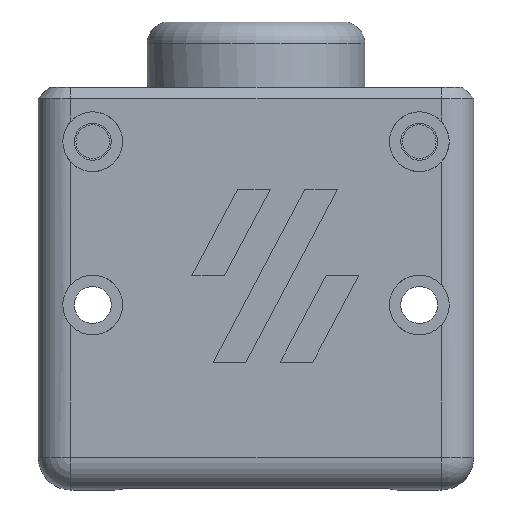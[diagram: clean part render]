
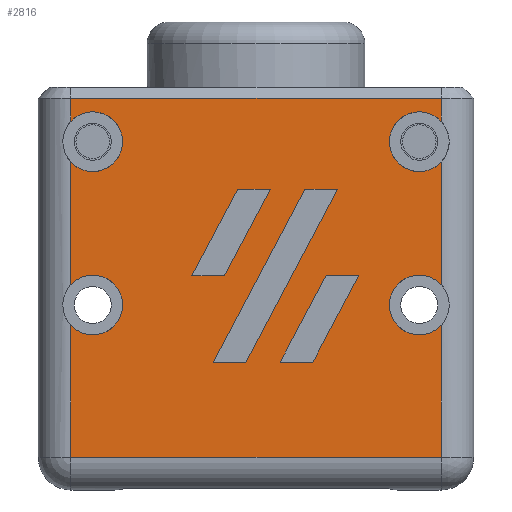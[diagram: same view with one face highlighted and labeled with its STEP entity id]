
A CAD part, front view. The second image highlights one B-rep face of the part: STEP entity #2816.
In plain terms, the highlighted face is planar.
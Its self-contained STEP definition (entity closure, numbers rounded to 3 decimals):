
#69=FACE_BOUND('',#476,.T.);
#70=FACE_BOUND('',#477,.T.);
#71=FACE_BOUND('',#478,.T.);
#155=PLANE('',#3066);
#302=FACE_OUTER_BOUND('',#475,.T.);
#475=EDGE_LOOP('',(#2454,#2455,#2456,#2457,#2458,#2459,#2460,#2461,#2462,
#2463,#2464,#2465,#2466,#2467));
#476=EDGE_LOOP('',(#2468,#2469,#2470,#2471));
#477=EDGE_LOOP('',(#2472,#2473,#2474,#2475));
#478=EDGE_LOOP('',(#2476,#2477,#2478,#2479));
#595=CIRCLE('',#3067,2.75);
#596=CIRCLE('',#3068,2.75);
#597=CIRCLE('',#3069,2.75);
#598=CIRCLE('',#3070,2.75);
#599=CIRCLE('',#3071,2.75);
#600=CIRCLE('',#3072,2.75);
#860=LINE('',#5976,#1136);
#861=LINE('',#5978,#1137);
#862=LINE('',#5980,#1138);
#863=LINE('',#5984,#1139);
#864=LINE('',#5988,#1140);
#865=LINE('',#5990,#1141);
#866=LINE('',#5992,#1142);
#867=LINE('',#5998,#1143);
#868=LINE('',#6004,#1144);
#869=LINE('',#6006,#1145);
#870=LINE('',#6008,#1146);
#871=LINE('',#6009,#1147);
#872=LINE('',#6012,#1148);
#873=LINE('',#6014,#1149);
#874=LINE('',#6016,#1150);
#875=LINE('',#6017,#1151);
#876=LINE('',#6020,#1152);
#877=LINE('',#6022,#1153);
#878=LINE('',#6024,#1154);
#879=LINE('',#6025,#1155);
#1136=VECTOR('',#3712,1000.);
#1137=VECTOR('',#3713,1000.);
#1138=VECTOR('',#3714,1000.);
#1139=VECTOR('',#3717,1000.);
#1140=VECTOR('',#3720,1000.);
#1141=VECTOR('',#3721,1000.);
#1142=VECTOR('',#3722,1000.);
#1143=VECTOR('',#3727,1000.);
#1144=VECTOR('',#3732,1000.);
#1145=VECTOR('',#3733,1000.);
#1146=VECTOR('',#3734,1000.);
#1147=VECTOR('',#3735,1000.);
#1148=VECTOR('',#3736,1000.);
#1149=VECTOR('',#3737,1000.);
#1150=VECTOR('',#3738,1000.);
#1151=VECTOR('',#3739,1000.);
#1152=VECTOR('',#3740,1000.);
#1153=VECTOR('',#3741,1000.);
#1154=VECTOR('',#3742,1000.);
#1155=VECTOR('',#3743,1000.);
#1401=VERTEX_POINT('',#5974);
#1402=VERTEX_POINT('',#5975);
#1403=VERTEX_POINT('',#5977);
#1404=VERTEX_POINT('',#5979);
#1405=VERTEX_POINT('',#5981);
#1406=VERTEX_POINT('',#5983);
#1407=VERTEX_POINT('',#5985);
#1408=VERTEX_POINT('',#5987);
#1409=VERTEX_POINT('',#5989);
#1410=VERTEX_POINT('',#5991);
#1411=VERTEX_POINT('',#5993);
#1412=VERTEX_POINT('',#5995);
#1413=VERTEX_POINT('',#5997);
#1414=VERTEX_POINT('',#5999);
#1415=VERTEX_POINT('',#6002);
#1416=VERTEX_POINT('',#6003);
#1417=VERTEX_POINT('',#6005);
#1418=VERTEX_POINT('',#6007);
#1419=VERTEX_POINT('',#6010);
#1420=VERTEX_POINT('',#6011);
#1421=VERTEX_POINT('',#6013);
#1422=VERTEX_POINT('',#6015);
#1423=VERTEX_POINT('',#6018);
#1424=VERTEX_POINT('',#6019);
#1425=VERTEX_POINT('',#6021);
#1426=VERTEX_POINT('',#6023);
#1766=EDGE_CURVE('',#1401,#1402,#860,.T.);
#1767=EDGE_CURVE('',#1402,#1403,#861,.T.);
#1768=EDGE_CURVE('',#1403,#1404,#862,.T.);
#1769=EDGE_CURVE('',#1405,#1404,#595,.T.);
#1770=EDGE_CURVE('',#1405,#1406,#863,.T.);
#1771=EDGE_CURVE('',#1407,#1406,#596,.T.);
#1772=EDGE_CURVE('',#1407,#1408,#864,.T.);
#1773=EDGE_CURVE('',#1408,#1409,#865,.T.);
#1774=EDGE_CURVE('',#1409,#1410,#866,.T.);
#1775=EDGE_CURVE('',#1411,#1410,#597,.T.);
#1776=EDGE_CURVE('',#1412,#1411,#598,.T.);
#1777=EDGE_CURVE('',#1412,#1413,#867,.T.);
#1778=EDGE_CURVE('',#1414,#1413,#599,.T.);
#1779=EDGE_CURVE('',#1401,#1414,#600,.T.);
#1780=EDGE_CURVE('',#1415,#1416,#868,.T.);
#1781=EDGE_CURVE('',#1417,#1415,#869,.T.);
#1782=EDGE_CURVE('',#1418,#1417,#870,.T.);
#1783=EDGE_CURVE('',#1416,#1418,#871,.T.);
#1784=EDGE_CURVE('',#1419,#1420,#872,.T.);
#1785=EDGE_CURVE('',#1421,#1419,#873,.T.);
#1786=EDGE_CURVE('',#1422,#1421,#874,.T.);
#1787=EDGE_CURVE('',#1420,#1422,#875,.T.);
#1788=EDGE_CURVE('',#1423,#1424,#876,.T.);
#1789=EDGE_CURVE('',#1425,#1423,#877,.T.);
#1790=EDGE_CURVE('',#1426,#1425,#878,.T.);
#1791=EDGE_CURVE('',#1424,#1426,#879,.T.);
#2454=ORIENTED_EDGE('',*,*,#1766,.T.);
#2455=ORIENTED_EDGE('',*,*,#1767,.T.);
#2456=ORIENTED_EDGE('',*,*,#1768,.T.);
#2457=ORIENTED_EDGE('',*,*,#1769,.F.);
#2458=ORIENTED_EDGE('',*,*,#1770,.T.);
#2459=ORIENTED_EDGE('',*,*,#1771,.F.);
#2460=ORIENTED_EDGE('',*,*,#1772,.T.);
#2461=ORIENTED_EDGE('',*,*,#1773,.T.);
#2462=ORIENTED_EDGE('',*,*,#1774,.T.);
#2463=ORIENTED_EDGE('',*,*,#1775,.F.);
#2464=ORIENTED_EDGE('',*,*,#1776,.F.);
#2465=ORIENTED_EDGE('',*,*,#1777,.T.);
#2466=ORIENTED_EDGE('',*,*,#1778,.F.);
#2467=ORIENTED_EDGE('',*,*,#1779,.F.);
#2468=ORIENTED_EDGE('',*,*,#1780,.F.);
#2469=ORIENTED_EDGE('',*,*,#1781,.F.);
#2470=ORIENTED_EDGE('',*,*,#1782,.F.);
#2471=ORIENTED_EDGE('',*,*,#1783,.F.);
#2472=ORIENTED_EDGE('',*,*,#1784,.F.);
#2473=ORIENTED_EDGE('',*,*,#1785,.F.);
#2474=ORIENTED_EDGE('',*,*,#1786,.F.);
#2475=ORIENTED_EDGE('',*,*,#1787,.F.);
#2476=ORIENTED_EDGE('',*,*,#1788,.F.);
#2477=ORIENTED_EDGE('',*,*,#1789,.F.);
#2478=ORIENTED_EDGE('',*,*,#1790,.F.);
#2479=ORIENTED_EDGE('',*,*,#1791,.F.);
#2816=ADVANCED_FACE('',(#302,#69,#70,#71),#155,.T.);
#3066=AXIS2_PLACEMENT_3D('',#5973,#3710,#3711);
#3067=AXIS2_PLACEMENT_3D('',#5982,#3715,#3716);
#3068=AXIS2_PLACEMENT_3D('',#5986,#3718,#3719);
#3069=AXIS2_PLACEMENT_3D('',#5994,#3723,#3724);
#3070=AXIS2_PLACEMENT_3D('',#5996,#3725,#3726);
#3071=AXIS2_PLACEMENT_3D('',#6000,#3728,#3729);
#3072=AXIS2_PLACEMENT_3D('',#6001,#3730,#3731);
#3710=DIRECTION('center_axis',(0.,0.,-1.));
#3711=DIRECTION('ref_axis',(-1.,0.,0.));
#3712=DIRECTION('',(0.,1.,0.));
#3713=DIRECTION('',(1.,0.,0.));
#3714=DIRECTION('',(0.,-1.,0.));
#3715=DIRECTION('center_axis',(0.,0.,-1.));
#3716=DIRECTION('ref_axis',(-1.,0.,0.));
#3717=DIRECTION('',(0.,-1.,0.));
#3718=DIRECTION('center_axis',(0.,0.,-1.));
#3719=DIRECTION('ref_axis',(-1.,0.,0.));
#3720=DIRECTION('',(0.,-1.,0.));
#3721=DIRECTION('',(-1.,0.,0.));
#3722=DIRECTION('',(0.,1.,0.));
#3723=DIRECTION('center_axis',(0.,0.,-1.));
#3724=DIRECTION('ref_axis',(-1.,0.,0.));
#3725=DIRECTION('center_axis',(0.,0.,-1.));
#3726=DIRECTION('ref_axis',(-1.,0.,0.));
#3727=DIRECTION('',(0.,1.,0.));
#3728=DIRECTION('center_axis',(0.,0.,-1.));
#3729=DIRECTION('ref_axis',(-1.,0.,0.));
#3730=DIRECTION('center_axis',(0.,0.,-1.));
#3731=DIRECTION('ref_axis',(-1.,0.,0.));
#3732=DIRECTION('',(0.468,-0.884,0.));
#3733=DIRECTION('',(1.,0.,0.));
#3734=DIRECTION('',(-0.468,0.884,0.));
#3735=DIRECTION('',(-1.,0.,0.));
#3736=DIRECTION('',(0.468,-0.884,0.));
#3737=DIRECTION('',(1.,0.,0.));
#3738=DIRECTION('',(-0.468,0.884,0.));
#3739=DIRECTION('',(-1.,0.,0.));
#3740=DIRECTION('',(0.468,-0.884,0.));
#3741=DIRECTION('',(1.,0.,0.));
#3742=DIRECTION('',(-0.468,0.884,0.));
#3743=DIRECTION('',(-1.,0.,0.));
#5973=CARTESIAN_POINT('Origin',(0.,0.,0.));
#5974=CARTESIAN_POINT('',(3.,33.887,0.));
#5975=CARTESIAN_POINT('',(3.,36.,0.));
#5976=CARTESIAN_POINT('',(3.,37.,0.));
#5977=CARTESIAN_POINT('',(37.,36.,0.));
#5978=CARTESIAN_POINT('',(37.,36.,0.));
#5979=CARTESIAN_POINT('',(37.,33.887,0.));
#5980=CARTESIAN_POINT('',(37.,0.,0.));
#5981=CARTESIAN_POINT('',(37.,30.113,0.));
#5982=CARTESIAN_POINT('Origin',(35.,32.,0.));
#5983=CARTESIAN_POINT('',(37.,18.887,0.));
#5984=CARTESIAN_POINT('',(37.,0.,0.));
#5985=CARTESIAN_POINT('',(37.,15.113,0.));
#5986=CARTESIAN_POINT('Origin',(35.,17.,0.));
#5987=CARTESIAN_POINT('',(37.,3.,0.));
#5988=CARTESIAN_POINT('',(37.,0.,0.));
#5989=CARTESIAN_POINT('',(3.,3.,0.));
#5990=CARTESIAN_POINT('',(0.,3.,0.));
#5991=CARTESIAN_POINT('',(3.,15.113,0.));
#5992=CARTESIAN_POINT('',(3.,37.,0.));
#5993=CARTESIAN_POINT('',(7.75,17.,0.));
#5994=CARTESIAN_POINT('Origin',(5.,17.,0.));
#5995=CARTESIAN_POINT('',(3.,18.887,0.));
#5996=CARTESIAN_POINT('Origin',(5.,17.,0.));
#5997=CARTESIAN_POINT('',(3.,30.113,0.));
#5998=CARTESIAN_POINT('',(3.,37.,0.));
#5999=CARTESIAN_POINT('',(7.75,32.,0.));
#6000=CARTESIAN_POINT('Origin',(5.,32.,0.));
#6001=CARTESIAN_POINT('Origin',(5.,32.,0.));
#6002=CARTESIAN_POINT('',(21.685,27.652,0.));
#6003=CARTESIAN_POINT('',(25.898,19.704,0.));
#6004=CARTESIAN_POINT('',(21.685,27.652,0.));
#6005=CARTESIAN_POINT('',(18.685,27.652,0.));
#6006=CARTESIAN_POINT('',(18.685,27.652,0.));
#6007=CARTESIAN_POINT('',(22.898,19.704,0.));
#6008=CARTESIAN_POINT('',(22.898,19.704,0.));
#6009=CARTESIAN_POINT('',(25.898,19.704,0.));
#6010=CARTESIAN_POINT('',(13.56,19.704,0.));
#6011=CARTESIAN_POINT('',(17.772,11.756,0.));
#6012=CARTESIAN_POINT('',(17.772,11.756,0.));
#6013=CARTESIAN_POINT('',(10.56,19.704,0.));
#6014=CARTESIAN_POINT('',(13.56,19.704,0.));
#6015=CARTESIAN_POINT('',(14.772,11.756,0.));
#6016=CARTESIAN_POINT('',(10.56,19.704,0.));
#6017=CARTESIAN_POINT('',(14.772,11.756,0.));
#6018=CARTESIAN_POINT('',(15.516,27.652,0.));
#6019=CARTESIAN_POINT('',(23.941,11.756,0.));
#6020=CARTESIAN_POINT('',(23.941,11.756,0.));
#6021=CARTESIAN_POINT('',(12.516,27.652,0.));
#6022=CARTESIAN_POINT('',(15.516,27.652,0.));
#6023=CARTESIAN_POINT('',(20.941,11.756,0.));
#6024=CARTESIAN_POINT('',(12.516,27.652,0.));
#6025=CARTESIAN_POINT('',(20.941,11.756,0.));
